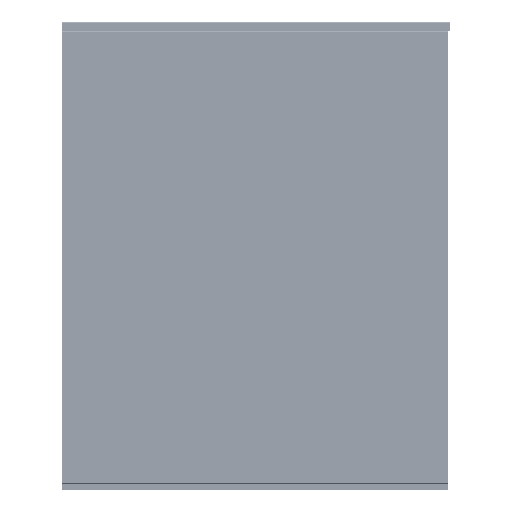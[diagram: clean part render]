
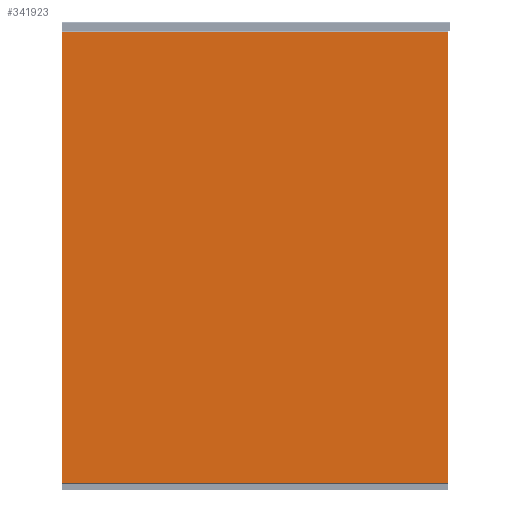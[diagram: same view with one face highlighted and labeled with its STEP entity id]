
A CAD part, left-side view. The second image highlights one B-rep face of the part: STEP entity #341923.
In plain terms, the highlighted planar face has unit normal (-1, 0, 0).
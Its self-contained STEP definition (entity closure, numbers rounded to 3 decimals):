
#341662=CARTESIAN_POINT('',(373.88,772.419,590.5));
#341663=VERTEX_POINT('',#341662);
#341670=CARTESIAN_POINT('',(373.88,772.212,590.293));
#341671=VERTEX_POINT('',#341670);
#341672=CARTESIAN_POINT('',(373.88,772.419,590.5));
#341673=DIRECTION('',(0.0,-0.707,-0.707));
#341674=VECTOR('',#341673,0.293);
#341675=LINE('',#341672,#341674);
#341676=EDGE_CURVE('',#341663,#341671,#341675,.T.);
#341693=CARTESIAN_POINT('',(373.88,1269.005,590.5));
#341694=VERTEX_POINT('',#341693);
#341701=CARTESIAN_POINT('',(373.88,1269.005,590.5));
#341702=DIRECTION('',(0.0,-1.0,0.0));
#341703=VECTOR('',#341702,496.586);
#341704=LINE('',#341701,#341703);
#341705=EDGE_CURVE('',#341694,#341663,#341704,.T.);
#341716=CARTESIAN_POINT('',(373.88,772.212,8.707));
#341717=VERTEX_POINT('',#341716);
#341718=CARTESIAN_POINT('',(373.88,772.212,590.293));
#341719=DIRECTION('',(0.0,0.0,-1.0));
#341720=VECTOR('',#341719,581.586);
#341721=LINE('',#341718,#341720);
#341722=EDGE_CURVE('',#341671,#341717,#341721,.T.);
#341748=CARTESIAN_POINT('',(373.88,1269.212,590.293));
#341749=VERTEX_POINT('',#341748);
#341756=CARTESIAN_POINT('',(373.88,1269.212,590.293));
#341757=DIRECTION('',(0.0,-0.707,0.707));
#341758=VECTOR('',#341757,0.293);
#341759=LINE('',#341756,#341758);
#341760=EDGE_CURVE('',#341749,#341694,#341759,.T.);
#341771=CARTESIAN_POINT('',(373.88,772.419,8.5));
#341772=VERTEX_POINT('',#341771);
#341773=CARTESIAN_POINT('',(373.88,772.212,8.707));
#341774=DIRECTION('',(0.0,0.707,-0.707));
#341775=VECTOR('',#341774,0.293);
#341776=LINE('',#341773,#341775);
#341777=EDGE_CURVE('',#341717,#341772,#341776,.T.);
#341803=CARTESIAN_POINT('',(373.88,1269.212,8.707));
#341804=VERTEX_POINT('',#341803);
#341811=CARTESIAN_POINT('',(373.88,1269.212,8.707));
#341812=DIRECTION('',(0.0,0.0,1.0));
#341813=VECTOR('',#341812,581.586);
#341814=LINE('',#341811,#341813);
#341815=EDGE_CURVE('',#341804,#341749,#341814,.T.);
#341826=CARTESIAN_POINT('',(373.88,1269.005,8.5));
#341827=VERTEX_POINT('',#341826);
#341828=CARTESIAN_POINT('',(373.88,772.419,8.5));
#341829=DIRECTION('',(0.0,1.0,0.0));
#341830=VECTOR('',#341829,496.586);
#341831=LINE('',#341828,#341830);
#341832=EDGE_CURVE('',#341772,#341827,#341831,.T.);
#341864=CARTESIAN_POINT('',(373.88,1269.005,8.5));
#341865=DIRECTION('',(0.0,0.707,0.707));
#341866=VECTOR('',#341865,0.293);
#341867=LINE('',#341864,#341866);
#341868=EDGE_CURVE('',#341827,#341804,#341867,.T.);
#341908=CARTESIAN_POINT('',(373.88,1269.712,8.));
#341909=DIRECTION('',(-1.0,0.0,0.0));
#341910=DIRECTION('',(0.0,-1.0,0.0));
#341911=AXIS2_PLACEMENT_3D('',#341908,#341909,#341910);
#341912=PLANE('',#341911);
#341913=ORIENTED_EDGE('',*,*,#341676,.F.);
#341914=ORIENTED_EDGE('',*,*,#341705,.F.);
#341915=ORIENTED_EDGE('',*,*,#341760,.F.);
#341916=ORIENTED_EDGE('',*,*,#341815,.F.);
#341917=ORIENTED_EDGE('',*,*,#341868,.F.);
#341918=ORIENTED_EDGE('',*,*,#341832,.F.);
#341919=ORIENTED_EDGE('',*,*,#341777,.F.);
#341920=ORIENTED_EDGE('',*,*,#341722,.F.);
#341921=EDGE_LOOP('',(#341913,#341914,#341915,#341916,#341917,#341918,#341919,#341920));
#341922=FACE_OUTER_BOUND('',#341921,.T.);
#341923=ADVANCED_FACE('',(#341922),#341912,.T.);
